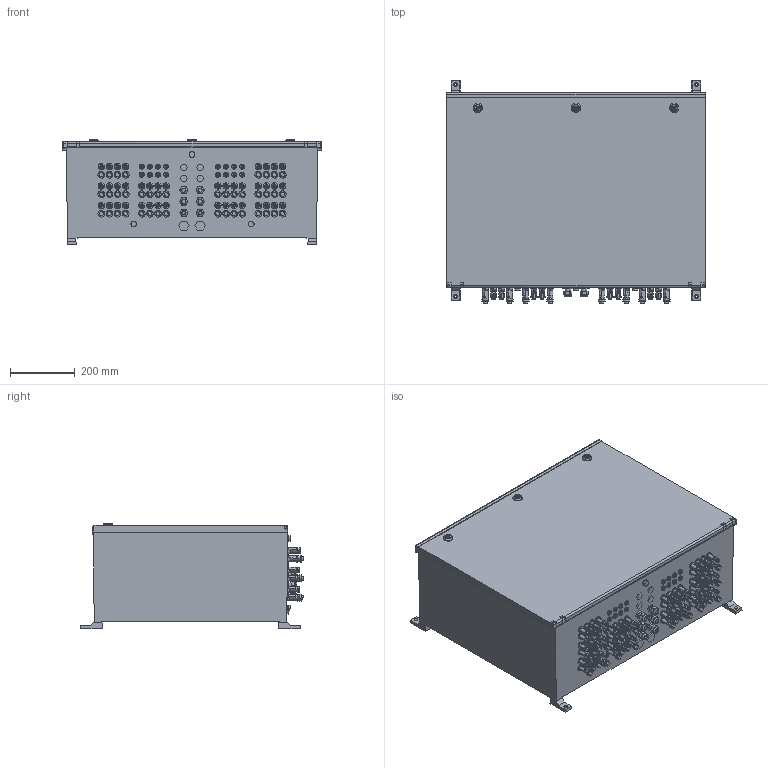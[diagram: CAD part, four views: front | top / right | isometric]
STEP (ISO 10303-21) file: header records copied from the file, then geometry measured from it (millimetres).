
FILE_DESCRIPTION(('CATIA V5 STEP Exchange','CAx-IF Rec.Pracs.--- Model Styling and Organization---1.5--- 2016-08-15','CAx-IF Rec.Pracs.---Supplemental Geometry---1.0---2011-11-01','CAx-IF Rec.Pracs.--- Composite Materials ---1.1---2010-07-15'),'2;1');
FILE_NAME ('D1629012_1', '2024-11-11T10:18:27+00:00', ('none'), ('Weidmueller'), 'CATIA Version 5-6 Release 2022 SP4 HF5', 'CATIA V5 STEP AP214 v3', 'none');
FILE_SCHEMA(('AUTOMOTIVE_DESIGN { 1 0 10303 214 1 1 1 1 }'));
Products named in the file (1): S3D_PVC_DC_2I_2O_10MPP_RD_SPD1R_WM4_11
Bounding box: 801.04 x 688.06 x 327 mm (x, y, z)
Volume: 138859351.1 mm3; surface area: 2040622.3 mm2
Topology: 1 solids, 1 shells, 4732 faces, 12562 edges, 8289 vertices
Faces by surface type: plane 2619, cylinder 1643, sphere 192, cone 142, extrusion 80, torus 56
Entity records: 152784 total; most frequent: CARTESIAN_POINT 41660, ORIENTED_EDGE 25124, DIRECTION 16088, EDGE_CURVE 12562, VERTEX_POINT 8289, VECTOR 7557, LINE 7477, AXIS2_PLACEMENT_3D 5814
